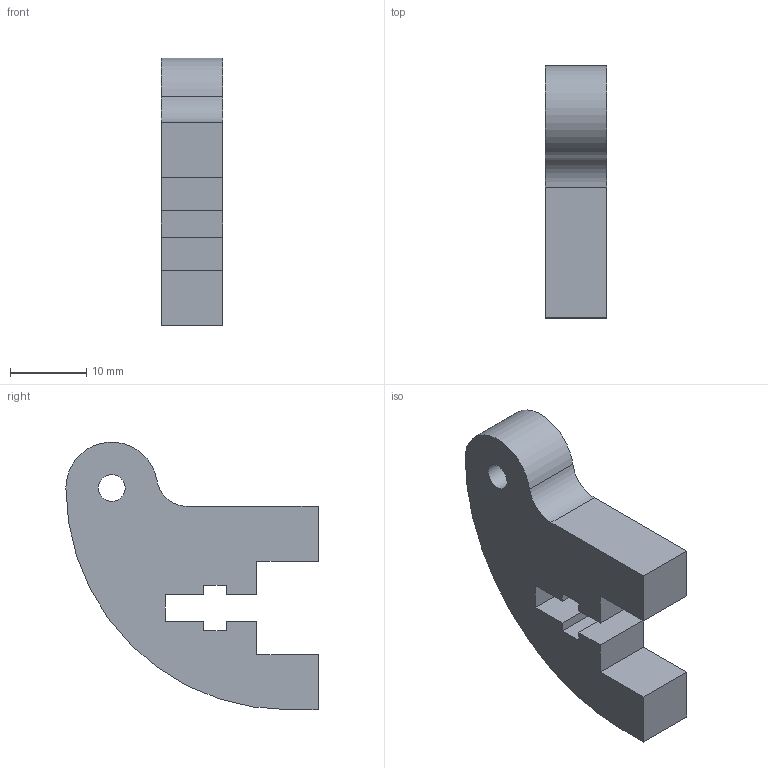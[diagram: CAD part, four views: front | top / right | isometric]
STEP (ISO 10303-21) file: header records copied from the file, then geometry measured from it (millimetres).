
FILE_DESCRIPTION(('FreeCAD Model'),'2;1');
FILE_NAME('Y-axis_Belt_bearing_support.step', '2020-08-10T09:58:32',('Author'),(''), 'Open CASCADE STEP processor 7.3','FreeCAD','Unknown');
FILE_SCHEMA(('AUTOMOTIVE_DESIGN { 1 0 10303 214 1 1 1 1 }'));
Length unit declared in the file: millimetre
Products named in the file (1): Y-axis_belt_bearing_support
Bounding box: 8 x 33 x 34.98 mm (x, y, z)
Volume: 5031.7 mm3; surface area: 2640.4 mm2
Topology: 1 solids, 1 shells, 25 faces, 69 edges, 46 vertices
Faces by surface type: plane 21, cylinder 4
Full cylindrical faces by diameter (mm): 3.5 x1
Entity records: 816 total; most frequent: CARTESIAN_POINT 141, ORIENTED_EDGE 138, DIRECTION 129, EDGE_CURVE 69, LINE 61, VECTOR 61, VERTEX_POINT 46, AXIS2_PLACEMENT_3D 34
